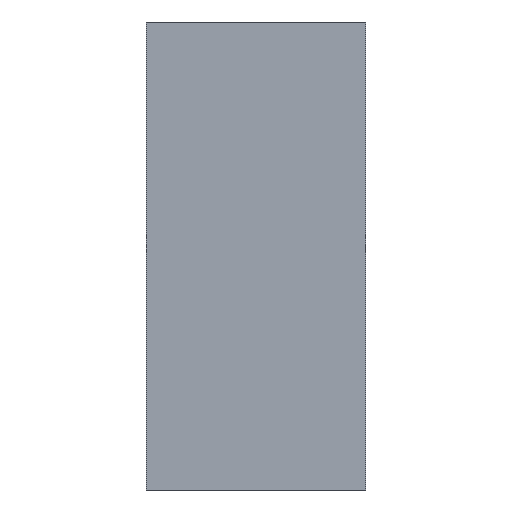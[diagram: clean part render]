
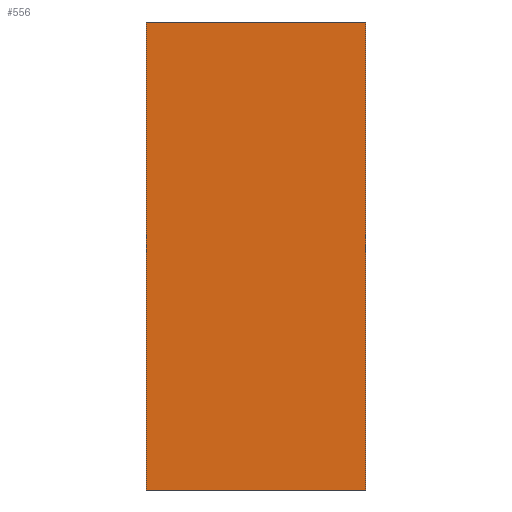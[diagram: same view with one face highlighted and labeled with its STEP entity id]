
A CAD part, left-side view. The second image highlights one B-rep face of the part: STEP entity #556.
In plain terms, the highlighted planar face has unit normal (-1, 0, 0).
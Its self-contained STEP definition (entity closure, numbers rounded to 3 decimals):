
#13 = AXIS2_PLACEMENT_3D ( 'NONE', #702, #202, #361 ) ;
#58 = ORIENTED_EDGE ( 'NONE', *, *, #221, .F. ) ;
#59 = VERTEX_POINT ( 'NONE', #397 ) ;
#70 = LINE ( 'NONE', #462, #282 ) ;
#109 = ORIENTED_EDGE ( 'NONE', *, *, #868, .T. ) ;
#140 = DIRECTION ( 'NONE',  ( 0., -1., 0. ) ) ;
#151 = CARTESIAN_POINT ( 'NONE',  ( -16.5, 0., 11. ) ) ;
#178 = FACE_OUTER_BOUND ( 'NONE', #592, .T. ) ;
#180 = DIRECTION ( 'NONE',  ( 0., 0., -1. ) ) ;
#202 = DIRECTION ( 'NONE',  ( 1., 0., 0. ) ) ;
#221 = EDGE_CURVE ( 'NONE', #1005, #59, #497, .T. ) ;
#238 = CARTESIAN_POINT ( 'NONE',  ( -16.5, 10.3, 11. ) ) ;
#239 = CARTESIAN_POINT ( 'NONE',  ( -16.5, 10.3, -11. ) ) ;
#243 = CARTESIAN_POINT ( 'NONE',  ( -16.5, 10.3, 0. ) ) ;
#256 = LINE ( 'NONE', #243, #271 ) ;
#271 = VECTOR ( 'NONE', #663, 1000. ) ;
#282 = VECTOR ( 'NONE', #140, 1000. ) ;
#298 = ORIENTED_EDGE ( 'NONE', *, *, #794, .T. ) ;
#361 = DIRECTION ( 'NONE',  ( 0., 0., 1. ) ) ;
#397 = CARTESIAN_POINT ( 'NONE',  ( -16.5, 0., -11. ) ) ;
#445 = VECTOR ( 'NONE', #906, 1000. ) ;
#462 = CARTESIAN_POINT ( 'NONE',  ( -16.5, 10.3, -11. ) ) ;
#497 = LINE ( 'NONE', #675, #866 ) ;
#556 = ADVANCED_FACE ( 'NONE', ( #178 ), #1031, .F. ) ;
#592 = EDGE_LOOP ( 'NONE', ( #58, #993, #109, #298 ) ) ;
#663 = DIRECTION ( 'NONE',  ( 0., 0., -1. ) ) ;
#675 = CARTESIAN_POINT ( 'NONE',  ( -16.5, 0., 0. ) ) ;
#694 = LINE ( 'NONE', #1069, #445 ) ;
#702 = CARTESIAN_POINT ( 'NONE',  ( -16.5, 10.3, 0. ) ) ;
#794 = EDGE_CURVE ( 'NONE', #918, #59, #70, .T. ) ;
#866 = VECTOR ( 'NONE', #180, 1000. ) ;
#868 = EDGE_CURVE ( 'NONE', #972, #918, #256, .T. ) ;
#889 = EDGE_CURVE ( 'NONE', #972, #1005, #694, .T. ) ;
#906 = DIRECTION ( 'NONE',  ( 0., -1., 0. ) ) ;
#918 = VERTEX_POINT ( 'NONE', #239 ) ;
#972 = VERTEX_POINT ( 'NONE', #238 ) ;
#993 = ORIENTED_EDGE ( 'NONE', *, *, #889, .F. ) ;
#1005 = VERTEX_POINT ( 'NONE', #151 ) ;
#1031 = PLANE ( 'NONE',  #13 ) ;
#1069 = CARTESIAN_POINT ( 'NONE',  ( -16.5, 10.3, 11. ) ) ;
